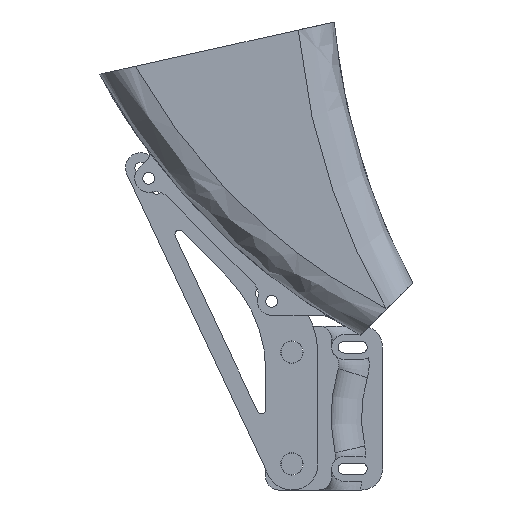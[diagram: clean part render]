
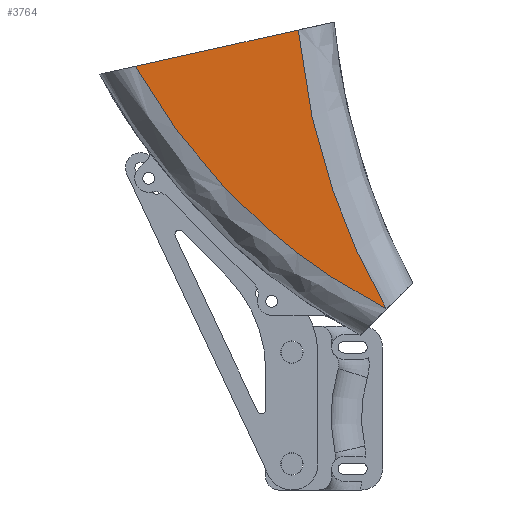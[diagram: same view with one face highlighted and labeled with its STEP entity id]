
A CAD part, front view. The second image highlights one B-rep face of the part: STEP entity #3764.
In plain terms, the highlighted free-form (B-spline) face has degree [3, 3] with [4, 9] control points.
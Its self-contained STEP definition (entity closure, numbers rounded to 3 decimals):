
#220=B_SPLINE_CURVE_WITH_KNOTS('',3,(#17104,#17105,#17106,#17107,#17108,
#17109,#17110),.UNSPECIFIED.,.F.,.F.,(4,1,1,1,4),(0.,0.133,
0.265,0.397,0.528),.UNSPECIFIED.);
#221=B_SPLINE_CURVE_WITH_KNOTS('',3,(#17111,#17112,#17113,#17114,#17115,
#17116,#17117,#17118),.UNSPECIFIED.,.F.,.F.,(4,1,1,1,1,4),(0.528,
0.646,0.764,0.784,0.883,
1.),.UNSPECIFIED.);
#226=B_SPLINE_CURVE_WITH_KNOTS('',3,(#17319,#17320,#17321,#17322,#17323,
#17324,#17325),.UNSPECIFIED.,.F.,.F.,(4,1,1,1,4),(0.,0.131,
0.263,0.395,0.528),.UNSPECIFIED.);
#227=B_SPLINE_CURVE_WITH_KNOTS('',3,(#17326,#17327,#17328,#17329,#17330,
#17331,#17332),.UNSPECIFIED.,.F.,.F.,(4,1,1,1,4),(0.528,0.646,
0.764,0.882,1.),.UNSPECIFIED.);
#283=B_SPLINE_SURFACE_WITH_KNOTS('',3,3,((#17282,#17283,#17284,#17285,#17286,
#17287,#17288,#17289,#17290),(#17291,#17292,#17293,#17294,#17295,#17296,
#17297,#17298,#17299),(#17300,#17301,#17302,#17303,#17304,#17305,#17306,
#17307,#17308),(#17309,#17310,#17311,#17312,#17313,#17314,#17315,#17316,
#17317)),.UNSPECIFIED.,.F.,.F.,.F.,(4,4),(4,2,1,1,1,4),(0.,1.),(0.,0.528,
0.656,0.784,0.892,1.),.UNSPECIFIED.);
#440=FACE_OUTER_BOUND('',#666,.T.);
#666=EDGE_LOOP('',(#2917,#2918,#2919,#2920,#2921));
#873=LINE('',#9813,#1099);
#1099=VECTOR('',#4466,10.);
#1550=VERTEX_POINT('',#9811);
#1551=VERTEX_POINT('',#9812);
#1628=VERTEX_POINT('',#17101);
#1629=VERTEX_POINT('',#17103);
#1635=VERTEX_POINT('',#17318);
#1971=EDGE_CURVE('',#1550,#1551,#873,.T.);
#2091=EDGE_CURVE('',#1628,#1629,#220,.T.);
#2092=EDGE_CURVE('',#1629,#1550,#221,.T.);
#2101=EDGE_CURVE('',#1628,#1635,#226,.T.);
#2102=EDGE_CURVE('',#1635,#1551,#227,.T.);
#2917=ORIENTED_EDGE('',*,*,#2091,.F.);
#2918=ORIENTED_EDGE('',*,*,#2101,.T.);
#2919=ORIENTED_EDGE('',*,*,#2102,.T.);
#2920=ORIENTED_EDGE('',*,*,#1971,.F.);
#2921=ORIENTED_EDGE('',*,*,#2092,.F.);
#3764=ADVANCED_FACE('',(#440),#283,.T.);
#4466=DIRECTION('',(0.976,0.,0.217));
#9811=CARTESIAN_POINT('',(-164.924,6.,161.169));
#9812=CARTESIAN_POINT('',(-90.071,6.,177.826));
#9813=CARTESIAN_POINT('',(-90.071,6.,177.826));
#17101=CARTESIAN_POINT('',(-49.497,6.,49.497));
#17103=CARTESIAN_POINT('',(-104.778,6.,86.995));
#17104=CARTESIAN_POINT('Ctrl Pts',(-49.497,6.,49.497));
#17105=CARTESIAN_POINT('Ctrl Pts',(-54.493,6.,52.069));
#17106=CARTESIAN_POINT('Ctrl Pts',(-64.304,6.,57.505));
#17107=CARTESIAN_POINT('Ctrl Pts',(-78.469,6.,66.513));
#17108=CARTESIAN_POINT('Ctrl Pts',(-92.004,6.,76.311));
#17109=CARTESIAN_POINT('Ctrl Pts',(-100.599,6.,83.356));
#17110=CARTESIAN_POINT('Ctrl Pts',(-104.777,6.,86.996));
#17111=CARTESIAN_POINT('Ctrl Pts',(-104.777,6.,86.996));
#17112=CARTESIAN_POINT('Ctrl Pts',(-108.529,6.,90.265));
#17113=CARTESIAN_POINT('Ctrl Pts',(-118.155,6.,99.005));
#17114=CARTESIAN_POINT('Ctrl Pts',(-130.551,6.,112.34));
#17115=CARTESIAN_POINT('Ctrl Pts',(-141.797,6.,125.986));
#17116=CARTESIAN_POINT('Ctrl Pts',(-152.681,6.,140.557));
#17117=CARTESIAN_POINT('Ctrl Pts',(-161.048,6.,154.215));
#17118=CARTESIAN_POINT('Ctrl Pts',(-164.924,6.,161.169));
#17282=CARTESIAN_POINT('Ctrl Pts',(-49.497,6.,49.497));
#17283=CARTESIAN_POINT('Ctrl Pts',(-69.342,6.,59.714));
#17284=CARTESIAN_POINT('Ctrl Pts',(-87.949,6.,72.333));
#17285=CARTESIAN_POINT('Ctrl Pts',(-108.854,6.,90.548));
#17286=CARTESIAN_POINT('Ctrl Pts',(-119.487,6.,100.233));
#17287=CARTESIAN_POINT('Ctrl Pts',(-137.278,6.,119.798));
#17288=CARTESIAN_POINT('Ctrl Pts',(-153.099,6.,141.196));
#17289=CARTESIAN_POINT('Ctrl Pts',(-161.364,6.,154.781));
#17290=CARTESIAN_POINT('Ctrl Pts',(-164.924,6.,161.169));
#17291=CARTESIAN_POINT('Ctrl Pts',(-49.497,6.,49.497));
#17292=CARTESIAN_POINT('Ctrl Pts',(-66.827,6.,61.63));
#17293=CARTESIAN_POINT('Ctrl Pts',(-80.659,6.,76.604));
#17294=CARTESIAN_POINT('Ctrl Pts',(-100.929,6.,94.84));
#17295=CARTESIAN_POINT('Ctrl Pts',(-111.318,6.,104.365));
#17296=CARTESIAN_POINT('Ctrl Pts',(-128.819,6.,123.343));
#17297=CARTESIAN_POINT('Ctrl Pts',(-144.455,6.,143.972));
#17298=CARTESIAN_POINT('Ctrl Pts',(-152.674,6.,157.));
#17299=CARTESIAN_POINT('Ctrl Pts',(-156.235,6.,163.103));
#17300=CARTESIAN_POINT('Ctrl Pts',(-49.497,6.,49.497));
#17301=CARTESIAN_POINT('Ctrl Pts',(-61.886,6.,64.88));
#17302=CARTESIAN_POINT('Ctrl Pts',(-74.93,6.,80.695));
#17303=CARTESIAN_POINT('Ctrl Pts',(-83.59,6.,104.142));
#17304=CARTESIAN_POINT('Ctrl Pts',(-87.465,6.,115.628));
#17305=CARTESIAN_POINT('Ctrl Pts',(-92.784,6.,136.216));
#17306=CARTESIAN_POINT('Ctrl Pts',(-96.647,6.,157.112));
#17307=CARTESIAN_POINT('Ctrl Pts',(-98.198,6.,169.887));
#17308=CARTESIAN_POINT('Ctrl Pts',(-98.759,6.,175.892));
#17309=CARTESIAN_POINT('Ctrl Pts',(-49.497,6.,49.497));
#17310=CARTESIAN_POINT('Ctrl Pts',(-59.371,6.,66.797));
#17311=CARTESIAN_POINT('Ctrl Pts',(-67.62,6.,85.022));
#17312=CARTESIAN_POINT('Ctrl Pts',(-75.671,6.,108.42));
#17313=CARTESIAN_POINT('Ctrl Pts',(-79.319,6.,119.712));
#17314=CARTESIAN_POINT('Ctrl Pts',(-84.371,6.,139.677));
#17315=CARTESIAN_POINT('Ctrl Pts',(-88.048,6.,159.811));
#17316=CARTESIAN_POINT('Ctrl Pts',(-89.529,6.,172.071));
#17317=CARTESIAN_POINT('Ctrl Pts',(-90.071,6.,177.826));
#17318=CARTESIAN_POINT('',(-74.101,6.,103.857));
#17319=CARTESIAN_POINT('Ctrl Pts',(-49.497,6.,49.497));
#17320=CARTESIAN_POINT('Ctrl Pts',(-51.95,6.,53.794));
#17321=CARTESIAN_POINT('Ctrl Pts',(-56.664,6.,62.522));
#17322=CARTESIAN_POINT('Ctrl Pts',(-63.133,6.,75.956));
#17323=CARTESIAN_POINT('Ctrl Pts',(-68.992,6.,89.737));
#17324=CARTESIAN_POINT('Ctrl Pts',(-72.47,6.,99.118));
#17325=CARTESIAN_POINT('Ctrl Pts',(-74.101,6.,103.856));
#17326=CARTESIAN_POINT('Ctrl Pts',(-74.101,6.,103.856));
#17327=CARTESIAN_POINT('Ctrl Pts',(-75.55,6.,108.066));
#17328=CARTESIAN_POINT('Ctrl Pts',(-78.872,6.,118.306));
#17329=CARTESIAN_POINT('Ctrl Pts',(-83.838,6.,137.32));
#17330=CARTESIAN_POINT('Ctrl Pts',(-87.813,6.,158.014));
#17331=CARTESIAN_POINT('Ctrl Pts',(-89.477,6.,171.512));
#17332=CARTESIAN_POINT('Ctrl Pts',(-90.071,6.,177.826));
